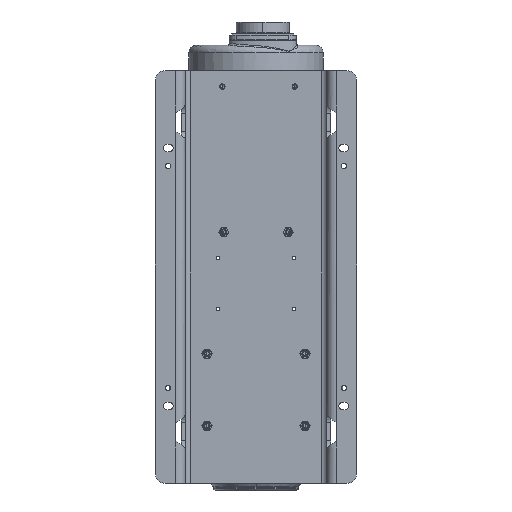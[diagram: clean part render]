
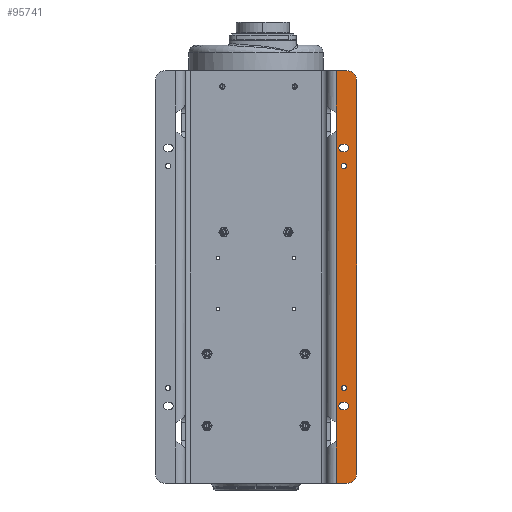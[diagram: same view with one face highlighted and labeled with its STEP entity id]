
A CAD part, front view. The second image highlights one B-rep face of the part: STEP entity #95741.
In plain terms, the highlighted planar face has unit normal (0, -1, 0).
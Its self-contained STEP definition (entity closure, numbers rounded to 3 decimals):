
#21516=DIRECTION('',(0.,0.,-1.));
#21517=VECTOR('',#21516,565.);
#21518=CARTESIAN_POINT('',(155.,-80.,-86.5));
#21519=LINE('',#21518,#21517);
#21520=DIRECTION('',(0.,0.,-1.));
#21521=VECTOR('',#21520,35.);
#21522=CARTESIAN_POINT('',(155.,-80.,-51.5));
#21523=LINE('',#21522,#21521);
#21524=DIRECTION('',(0.,0.,-1.));
#21525=VECTOR('',#21524,82.5);
#21526=CARTESIAN_POINT('',(155.,-80.,31.));
#21527=LINE('',#21526,#21525);
#21528=CARTESIAN_POINT('',(175.,-80.,11.));
#21529=DIRECTION('',(0.,-1.,0.));
#21530=DIRECTION('',(1.,0.,0.));
#21531=AXIS2_PLACEMENT_3D('',#21528,#21529,#21530);
#21533=CARTESIAN_POINT('',(175.,-80.,-749.));
#21534=DIRECTION('',(0.,-1.,0.));
#21535=DIRECTION('',(0.,0.,-1.));
#21536=AXIS2_PLACEMENT_3D('',#21533,#21534,#21535);
#21538=DIRECTION('',(0.,0.,-1.));
#21539=VECTOR('',#21538,82.5);
#21540=CARTESIAN_POINT('',(155.,-80.,-686.5));
#21541=LINE('',#21540,#21539);
#21542=DIRECTION('',(0.,0.,-1.));
#21543=VECTOR('',#21542,35.);
#21544=CARTESIAN_POINT('',(155.,-80.,-651.5));
#21545=LINE('',#21544,#21543);
#21546=DIRECTION('',(-1.,0.,0.));
#21547=VECTOR('',#21546,2.5);
#21548=CARTESIAN_POINT('',(172.5,-80.,-612.));
#21549=LINE('',#21548,#21547);
#21550=DIRECTION('',(-1.,0.,0.));
#21551=VECTOR('',#21550,2.5);
#21552=CARTESIAN_POINT('',(170.,-80.,-612.));
#21553=LINE('',#21552,#21551);
#21554=CARTESIAN_POINT('',(167.5,-80.,-619.));
#21555=DIRECTION('',(0.,1.,0.));
#21556=DIRECTION('',(0.,0.,-1.));
#21557=AXIS2_PLACEMENT_3D('',#21554,#21555,#21556);
#21559=DIRECTION('',(1.,0.,0.));
#21560=VECTOR('',#21559,2.5);
#21561=CARTESIAN_POINT('',(167.5,-80.,-626.));
#21562=LINE('',#21561,#21560);
#21563=DIRECTION('',(1.,0.,0.));
#21564=VECTOR('',#21563,2.5);
#21565=CARTESIAN_POINT('',(170.,-80.,-626.));
#21566=LINE('',#21565,#21564);
#21567=CARTESIAN_POINT('',(172.5,-80.,-619.));
#21568=DIRECTION('',(0.,1.,0.));
#21569=DIRECTION('',(0.,0.,1.));
#21570=AXIS2_PLACEMENT_3D('',#21567,#21568,#21569);
#21572=DIRECTION('',(-1.,0.,0.));
#21573=VECTOR('',#21572,2.5);
#21574=CARTESIAN_POINT('',(172.5,-80.,-112.));
#21575=LINE('',#21574,#21573);
#21576=DIRECTION('',(-1.,0.,0.));
#21577=VECTOR('',#21576,2.5);
#21578=CARTESIAN_POINT('',(170.,-80.,-112.));
#21579=LINE('',#21578,#21577);
#21580=CARTESIAN_POINT('',(167.5,-80.,-119.));
#21581=DIRECTION('',(0.,1.,0.));
#21582=DIRECTION('',(0.,0.,-1.));
#21583=AXIS2_PLACEMENT_3D('',#21580,#21581,#21582);
#21585=DIRECTION('',(1.,0.,0.));
#21586=VECTOR('',#21585,2.5);
#21587=CARTESIAN_POINT('',(167.5,-80.,-126.));
#21588=LINE('',#21587,#21586);
#21589=DIRECTION('',(1.,0.,0.));
#21590=VECTOR('',#21589,2.5);
#21591=CARTESIAN_POINT('',(170.,-80.,-126.));
#21592=LINE('',#21591,#21590);
#21593=CARTESIAN_POINT('',(172.5,-80.,-119.));
#21594=DIRECTION('',(0.,1.,0.));
#21595=DIRECTION('',(0.,0.,1.));
#21596=AXIS2_PLACEMENT_3D('',#21593,#21594,#21595);
#21598=CARTESIAN_POINT('',(170.,-80.,-584.));
#21599=DIRECTION('',(0.,1.,0.));
#21600=DIRECTION('',(0.,0.,-1.));
#21601=AXIS2_PLACEMENT_3D('',#21598,#21599,#21600);
#21603=CARTESIAN_POINT('',(170.,-80.,-584.));
#21604=DIRECTION('',(0.,1.,0.));
#21605=DIRECTION('',(0.,0.,1.));
#21606=AXIS2_PLACEMENT_3D('',#21603,#21604,#21605);
#21608=CARTESIAN_POINT('',(170.,-80.,-154.));
#21609=DIRECTION('',(0.,1.,0.));
#21610=DIRECTION('',(0.,0.,-1.));
#21611=AXIS2_PLACEMENT_3D('',#21608,#21609,#21610);
#21613=CARTESIAN_POINT('',(170.,-80.,-154.));
#21614=DIRECTION('',(0.,1.,0.));
#21615=DIRECTION('',(0.,0.,1.));
#21616=AXIS2_PLACEMENT_3D('',#21613,#21614,#21615);
#21674=CARTESIAN_POINT('',(155.,-80.,-86.5));
#21892=CARTESIAN_POINT('',(155.,-80.,-686.5));
#21910=DIRECTION('',(1.,0.,0.));
#21911=VECTOR('',#21910,20.);
#21912=CARTESIAN_POINT('',(155.,-80.,-769.));
#21913=LINE('',#21912,#21911);
#21918=DIRECTION('',(0.,0.,-1.));
#21919=VECTOR('',#21918,760.);
#21920=CARTESIAN_POINT('',(195.,-80.,11.));
#21921=LINE('',#21920,#21919);
#21934=DIRECTION('',(1.,0.,0.));
#21935=VECTOR('',#21934,20.);
#21936=CARTESIAN_POINT('',(155.,-80.,31.));
#21937=LINE('',#21936,#21935);
#70544=CARTESIAN_POINT('',(155.,-80.,31.));
#70545=VERTEX_POINT('',#70544);
#70560=CARTESIAN_POINT('',(155.,-80.,-769.));
#70561=VERTEX_POINT('',#70560);
#70566=CARTESIAN_POINT('',(175.,-80.,-769.));
#70567=VERTEX_POINT('',#70566);
#70568=CARTESIAN_POINT('',(195.,-80.,-749.));
#70569=VERTEX_POINT('',#70568);
#70582=CARTESIAN_POINT('',(195.,-80.,11.));
#70583=VERTEX_POINT('',#70582);
#70584=CARTESIAN_POINT('',(175.,-80.,31.));
#70585=VERTEX_POINT('',#70584);
#70632=VERTEX_POINT('',#21674);
#70633=CARTESIAN_POINT('',(155.,-80.,-51.5));
#70634=VERTEX_POINT('',#70633);
#70635=VERTEX_POINT('',#21892);
#70636=CARTESIAN_POINT('',(155.,-80.,-651.5));
#70637=VERTEX_POINT('',#70636);
#70746=CARTESIAN_POINT('',(172.5,-80.,-112.));
#70747=CARTESIAN_POINT('',(170.,-80.,-112.));
#70748=VERTEX_POINT('',#70746);
#70749=VERTEX_POINT('',#70747);
#70750=CARTESIAN_POINT('',(167.5,-80.,-112.));
#70751=VERTEX_POINT('',#70750);
#70752=CARTESIAN_POINT('',(167.5,-80.,-126.));
#70753=VERTEX_POINT('',#70752);
#70754=CARTESIAN_POINT('',(170.,-80.,-126.));
#70755=VERTEX_POINT('',#70754);
#70756=CARTESIAN_POINT('',(172.5,-80.,-126.));
#70757=VERTEX_POINT('',#70756);
#70758=CARTESIAN_POINT('',(172.5,-80.,-612.));
#70759=CARTESIAN_POINT('',(170.,-80.,-612.));
#70760=VERTEX_POINT('',#70758);
#70761=VERTEX_POINT('',#70759);
#70762=CARTESIAN_POINT('',(167.5,-80.,-612.));
#70763=VERTEX_POINT('',#70762);
#70764=CARTESIAN_POINT('',(167.5,-80.,-626.));
#70765=VERTEX_POINT('',#70764);
#70766=CARTESIAN_POINT('',(170.,-80.,-626.));
#70767=VERTEX_POINT('',#70766);
#70768=CARTESIAN_POINT('',(172.5,-80.,-626.));
#70769=VERTEX_POINT('',#70768);
#70782=CARTESIAN_POINT('',(170.,-80.,-589.25));
#70783=CARTESIAN_POINT('',(170.,-80.,-578.75));
#70784=VERTEX_POINT('',#70782);
#70785=VERTEX_POINT('',#70783);
#70790=CARTESIAN_POINT('',(170.,-80.,-159.25));
#70791=CARTESIAN_POINT('',(170.,-80.,-148.75));
#70792=VERTEX_POINT('',#70790);
#70793=VERTEX_POINT('',#70791);
#95675=CARTESIAN_POINT('',(155.,-80.,31.));
#95676=DIRECTION('',(0.,1.,0.));
#95677=DIRECTION('',(1.,0.,0.));
#95678=AXIS2_PLACEMENT_3D('',#95675,#95676,#95677);
#95679=PLANE('',#95678);
#95681=ORIENTED_EDGE('',*,*,#95680,.F.);
#95682=ORIENTED_EDGE('',*,*,#95669,.F.);
#95684=ORIENTED_EDGE('',*,*,#95683,.F.);
#95686=ORIENTED_EDGE('',*,*,#95685,.T.);
#95688=ORIENTED_EDGE('',*,*,#95687,.F.);
#95690=ORIENTED_EDGE('',*,*,#95689,.T.);
#95692=ORIENTED_EDGE('',*,*,#95691,.F.);
#95694=ORIENTED_EDGE('',*,*,#95693,.F.);
#95696=ORIENTED_EDGE('',*,*,#95695,.F.);
#95698=ORIENTED_EDGE('',*,*,#95697,.F.);
#95699=EDGE_LOOP('',(#95681,#95682,#95684,#95686,#95688,#95690,#95692,#95694,
#95696,#95698));
#95700=FACE_OUTER_BOUND('',#95699,.F.);
#95702=ORIENTED_EDGE('',*,*,#95701,.T.);
#95704=ORIENTED_EDGE('',*,*,#95703,.T.);
#95706=ORIENTED_EDGE('',*,*,#95705,.F.);
#95708=ORIENTED_EDGE('',*,*,#95707,.T.);
#95710=ORIENTED_EDGE('',*,*,#95709,.T.);
#95712=ORIENTED_EDGE('',*,*,#95711,.F.);
#95713=EDGE_LOOP('',(#95702,#95704,#95706,#95708,#95710,#95712));
#95714=FACE_BOUND('',#95713,.F.);
#95716=ORIENTED_EDGE('',*,*,#95715,.T.);
#95718=ORIENTED_EDGE('',*,*,#95717,.T.);
#95720=ORIENTED_EDGE('',*,*,#95719,.F.);
#95722=ORIENTED_EDGE('',*,*,#95721,.T.);
#95724=ORIENTED_EDGE('',*,*,#95723,.T.);
#95726=ORIENTED_EDGE('',*,*,#95725,.F.);
#95727=EDGE_LOOP('',(#95716,#95718,#95720,#95722,#95724,#95726));
#95728=FACE_BOUND('',#95727,.F.);
#95730=ORIENTED_EDGE('',*,*,#95729,.F.);
#95732=ORIENTED_EDGE('',*,*,#95731,.F.);
#95733=EDGE_LOOP('',(#95730,#95732));
#95734=FACE_BOUND('',#95733,.F.);
#95736=ORIENTED_EDGE('',*,*,#95735,.F.);
#95738=ORIENTED_EDGE('',*,*,#95737,.F.);
#95739=EDGE_LOOP('',(#95736,#95738));
#95740=FACE_BOUND('',#95739,.F.);
#95741=ADVANCED_FACE('',(#95700,#95714,#95728,#95734,#95740),#95679,.F.);
#21532=CIRCLE('',#21531,20.);
#21537=CIRCLE('',#21536,20.);
#21558=CIRCLE('',#21557,7.);
#21571=CIRCLE('',#21570,7.);
#21584=CIRCLE('',#21583,7.);
#21597=CIRCLE('',#21596,7.);
#21602=CIRCLE('',#21601,5.25);
#21607=CIRCLE('',#21606,5.25);
#21612=CIRCLE('',#21611,5.25);
#21617=CIRCLE('',#21616,5.25);
#95669=EDGE_CURVE('',#70634,#70632,#21523,.T.);
#95680=EDGE_CURVE('',#70632,#70637,#21519,.T.);
#95683=EDGE_CURVE('',#70545,#70634,#21527,.T.);
#95685=EDGE_CURVE('',#70545,#70585,#21937,.T.);
#95687=EDGE_CURVE('',#70583,#70585,#21532,.T.);
#95689=EDGE_CURVE('',#70583,#70569,#21921,.T.);
#95691=EDGE_CURVE('',#70567,#70569,#21537,.T.);
#95693=EDGE_CURVE('',#70561,#70567,#21913,.T.);
#95695=EDGE_CURVE('',#70635,#70561,#21541,.T.);
#95697=EDGE_CURVE('',#70637,#70635,#21545,.T.);
#95701=EDGE_CURVE('',#70760,#70761,#21549,.T.);
#95703=EDGE_CURVE('',#70761,#70763,#21553,.T.);
#95705=EDGE_CURVE('',#70765,#70763,#21558,.T.);
#95707=EDGE_CURVE('',#70765,#70767,#21562,.T.);
#95709=EDGE_CURVE('',#70767,#70769,#21566,.T.);
#95711=EDGE_CURVE('',#70760,#70769,#21571,.T.);
#95715=EDGE_CURVE('',#70748,#70749,#21575,.T.);
#95717=EDGE_CURVE('',#70749,#70751,#21579,.T.);
#95719=EDGE_CURVE('',#70753,#70751,#21584,.T.);
#95721=EDGE_CURVE('',#70753,#70755,#21588,.T.);
#95723=EDGE_CURVE('',#70755,#70757,#21592,.T.);
#95725=EDGE_CURVE('',#70748,#70757,#21597,.T.);
#95729=EDGE_CURVE('',#70784,#70785,#21602,.T.);
#95731=EDGE_CURVE('',#70785,#70784,#21607,.T.);
#95735=EDGE_CURVE('',#70792,#70793,#21612,.T.);
#95737=EDGE_CURVE('',#70793,#70792,#21617,.T.);
